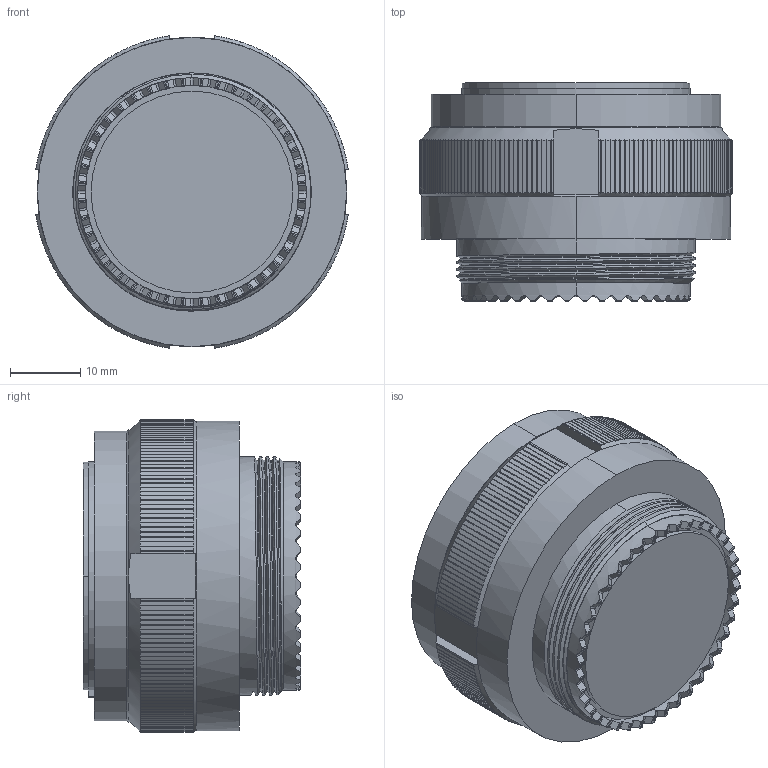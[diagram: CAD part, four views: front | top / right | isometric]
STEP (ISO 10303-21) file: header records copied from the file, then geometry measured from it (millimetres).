
FILE_DESCRIPTION((''),'2;1');
FILE_NAME('8D-06-23-26','2009-07-09T',('dpnair'),('FCI INTERCONNECT'),'PRO/ENGINEER BY PARAMETRIC TECHNOLOGY CORPORATION, 2005310','PRO/ENGINEER BY PARAMETRIC TECHNOLOGY CORPORATION, 2005310','');
FILE_SCHEMA(('CONFIG_CONTROL_DESIGN'));
Length unit declared in the file: millimetre
Products named in the file (1): 8D-06-23-26
Bounding box: 44.44 x 31 x 44.44 mm (x, y, z)
Volume: 33566.8 mm3; surface area: 10901.4 mm2
Topology: 1 solids, 1 shells, 835 faces, 2452 edges, 1627 vertices
Faces by surface type: plane 481, cylinder 326, bspline 14, cone 11, torus 2, extrusion 1
Entity records: 32681 total; most frequent: CARTESIAN_POINT 12288, ORIENTED_EDGE 4904, DIRECTION 3429, EDGE_CURVE 2452, VERTEX_POINT 1627, AXIS2_PLACEMENT_3D 1303, B_SPLINE_CURVE_WITH_KNOTS 1148, EDGE_LOOP 843
